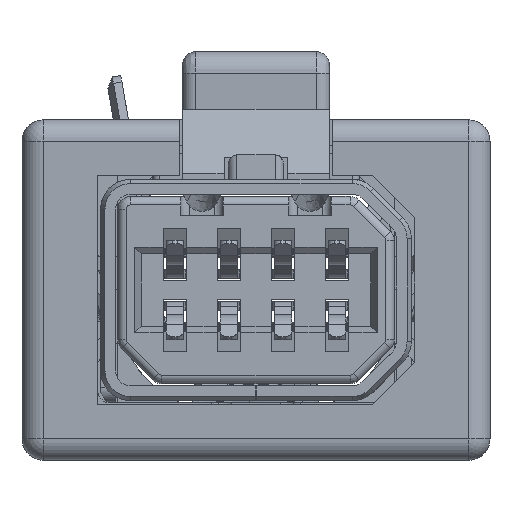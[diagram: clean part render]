
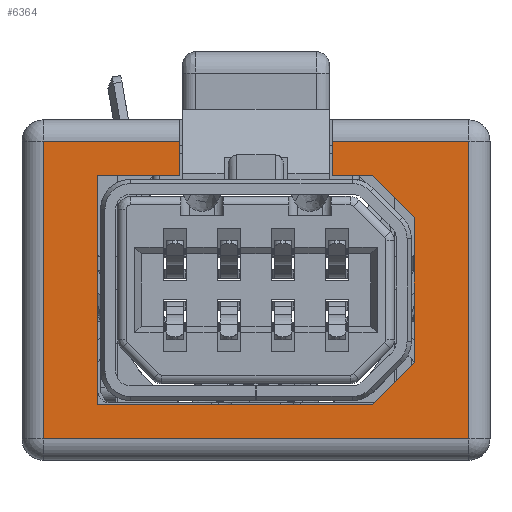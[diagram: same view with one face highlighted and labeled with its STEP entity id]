
A CAD part, front view. The second image highlights one B-rep face of the part: STEP entity #6364.
In plain terms, the highlighted planar face has unit normal (0, -1, 0).
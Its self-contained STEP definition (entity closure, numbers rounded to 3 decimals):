
#576=CARTESIAN_POINT('',(-5.,11.2,-3.5));
#577=VERTEX_POINT('',#576);
#611=CARTESIAN_POINT('',(5.,11.2,-3.5));
#612=VERTEX_POINT('',#611);
#4420=CARTESIAN_POINT('',(2.75,11.2,-2.7));
#4421=VERTEX_POINT('',#4420);
#4438=CARTESIAN_POINT('',(-3.725,11.2,-2.7));
#4439=VERTEX_POINT('',#4438);
#4446=CARTESIAN_POINT('',(-3.725,11.2,-2.7));
#4447=DIRECTION('',(1.,0.,0.));
#4448=VECTOR('',#4447,6.475);
#4449=LINE('',#4446,#4448);
#4450=EDGE_CURVE('',#4439,#4421,#4449,.T.);
#4675=CARTESIAN_POINT('',(5.,11.2,-3.5));
#4676=DIRECTION('',(-1.,0.,0.));
#4677=VECTOR('',#4676,10.);
#4678=LINE('',#4675,#4677);
#4679=EDGE_CURVE('',#612,#577,#4678,.T.);
#5240=CARTESIAN_POINT('',(-5.,11.2,3.5));
#5241=VERTEX_POINT('',#5240);
#5242=CARTESIAN_POINT('',(-5.,11.2,-3.5));
#5243=DIRECTION('',(0.,0.,1.));
#5244=VECTOR('',#5243,7.);
#5245=LINE('',#5242,#5244);
#5246=EDGE_CURVE('',#577,#5241,#5245,.T.);
#5316=CARTESIAN_POINT('',(5.,11.2,3.5));
#5317=VERTEX_POINT('',#5316);
#5325=CARTESIAN_POINT('',(5.,11.2,-3.5));
#5326=DIRECTION('',(0.,0.,1.));
#5327=VECTOR('',#5326,7.);
#5328=LINE('',#5325,#5327);
#5329=EDGE_CURVE('',#612,#5317,#5328,.T.);
#5441=CARTESIAN_POINT('',(3.725,11.2,-1.7));
#5442=VERTEX_POINT('',#5441);
#5458=CARTESIAN_POINT('',(2.75,11.2,-2.7));
#5459=DIRECTION('',(0.698,0.,0.716));
#5460=VECTOR('',#5459,1.397);
#5461=LINE('',#5458,#5460);
#5462=EDGE_CURVE('',#4421,#5442,#5461,.T.);
#5473=CARTESIAN_POINT('',(3.725,11.2,1.7));
#5474=VERTEX_POINT('',#5473);
#5475=CARTESIAN_POINT('',(3.725,11.2,-1.7));
#5476=DIRECTION('',(0.,0.,1.));
#5477=VECTOR('',#5476,3.4);
#5478=LINE('',#5475,#5477);
#5479=EDGE_CURVE('',#5442,#5474,#5478,.T.);
#6291=CARTESIAN_POINT('',(0.,11.2,0.));
#6292=DIRECTION('',(-1.,0.,0.));
#6293=DIRECTION('',(0.,-1.,-0.));
#6294=AXIS2_PLACEMENT_3D('',#6291,#6293,#6292);
#6295=PLANE('',#6294);
#6296=ORIENTED_EDGE('',*,*,#5462,.F.);
#6297=ORIENTED_EDGE('',*,*,#4450,.F.);
#6298=CARTESIAN_POINT('',(-3.725,11.2,2.7));
#6299=VERTEX_POINT('',#6298);
#6300=CARTESIAN_POINT('',(-3.725,11.2,-2.7));
#6301=DIRECTION('',(0.,0.,1.));
#6302=VECTOR('',#6301,5.4);
#6303=LINE('',#6300,#6302);
#6304=EDGE_CURVE('',#4439,#6299,#6303,.T.);
#6305=ORIENTED_EDGE('',*,*,#6304,.T.);
#6306=CARTESIAN_POINT('',(-1.8,11.2,2.7));
#6307=VERTEX_POINT('',#6306);
#6308=CARTESIAN_POINT('',(-3.725,11.2,2.7));
#6309=DIRECTION('',(1.,0.,0.));
#6310=VECTOR('',#6309,1.925);
#6311=LINE('',#6308,#6310);
#6312=EDGE_CURVE('',#6299,#6307,#6311,.T.);
#6313=ORIENTED_EDGE('',*,*,#6312,.T.);
#6314=CARTESIAN_POINT('',(-1.8,11.2,3.5));
#6315=VERTEX_POINT('',#6314);
#6316=CARTESIAN_POINT('',(-1.8,11.2,3.5));
#6317=DIRECTION('',(0.,0.,-1.));
#6318=VECTOR('',#6317,0.8);
#6319=LINE('',#6316,#6318);
#6320=EDGE_CURVE('',#6315,#6307,#6319,.T.);
#6321=ORIENTED_EDGE('',*,*,#6320,.F.);
#6322=CARTESIAN_POINT('',(-5.,11.2,3.5));
#6323=DIRECTION('',(1.,0.,0.));
#6324=VECTOR('',#6323,3.2);
#6325=LINE('',#6322,#6324);
#6326=EDGE_CURVE('',#5241,#6315,#6325,.T.);
#6327=ORIENTED_EDGE('',*,*,#6326,.F.);
#6328=ORIENTED_EDGE('',*,*,#5246,.F.);
#6329=ORIENTED_EDGE('',*,*,#4679,.F.);
#6330=ORIENTED_EDGE('',*,*,#5329,.T.);
#6331=CARTESIAN_POINT('',(1.8,11.2,3.5));
#6332=VERTEX_POINT('',#6331);
#6333=CARTESIAN_POINT('',(1.8,11.2,3.5));
#6334=DIRECTION('',(1.,0.,0.));
#6335=VECTOR('',#6334,3.2);
#6336=LINE('',#6333,#6335);
#6337=EDGE_CURVE('',#6332,#5317,#6336,.T.);
#6338=ORIENTED_EDGE('',*,*,#6337,.F.);
#6339=CARTESIAN_POINT('',(1.8,11.2,2.7));
#6340=VERTEX_POINT('',#6339);
#6341=CARTESIAN_POINT('',(1.8,11.2,2.7));
#6342=DIRECTION('',(0.,0.,1.));
#6343=VECTOR('',#6342,0.8);
#6344=LINE('',#6341,#6343);
#6345=EDGE_CURVE('',#6340,#6332,#6344,.T.);
#6346=ORIENTED_EDGE('',*,*,#6345,.F.);
#6347=CARTESIAN_POINT('',(2.75,11.2,2.7));
#6348=VERTEX_POINT('',#6347);
#6349=CARTESIAN_POINT('',(1.8,11.2,2.7));
#6350=DIRECTION('',(1.,0.,0.));
#6351=VECTOR('',#6350,0.95);
#6352=LINE('',#6349,#6351);
#6353=EDGE_CURVE('',#6340,#6348,#6352,.T.);
#6354=ORIENTED_EDGE('',*,*,#6353,.T.);
#6355=CARTESIAN_POINT('',(2.75,11.2,2.7));
#6356=DIRECTION('',(0.698,0.,-0.716));
#6357=VECTOR('',#6356,1.397);
#6358=LINE('',#6355,#6357);
#6359=EDGE_CURVE('',#6348,#5474,#6358,.T.);
#6360=ORIENTED_EDGE('',*,*,#6359,.T.);
#6361=ORIENTED_EDGE('',*,*,#5479,.F.);
#6362=EDGE_LOOP('',(#6296,#6297,#6305,#6313,#6321,#6327,#6328,#6329,#6330,#6338,#6346,#6354,#6360,#6361));
#6363=FACE_OUTER_BOUND('',#6362,.T.);
#6364=ADVANCED_FACE('',(#6363),#6295,.T.);
